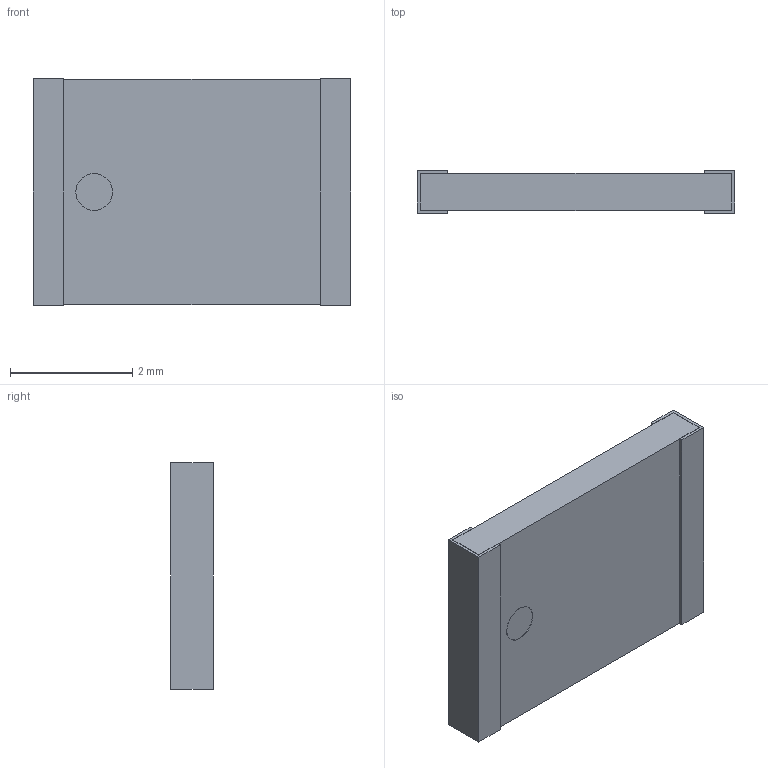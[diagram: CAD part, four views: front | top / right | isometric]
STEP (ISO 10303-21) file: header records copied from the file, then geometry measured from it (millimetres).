
FILE_DESCRIPTION(/* description */ ('Unknown'),/* implementation_level */ '2;1');
FILE_NAME(/* name */ '7488910915',/* time_stamp */ '2020-03-06T11:40:02+01:00',/* author */ ('Unknown'),/* organization */ ('Unknown'),/* preprocessor_version */ 'ST-DEVELOPER v16.7',/* originating_system */ 'DEX',/* authorisation */ $);
FILE_SCHEMA (('AUTOMOTIVE_DESIGN {1 0 10303 214 3 1 1}'));
Length unit declared in the file: millimetre
Products named in the file (1): 7488910915
Bounding box: 5.2 x 0.7 x 3.7 mm (x, y, z)
Volume: 11.9 mm3; surface area: 50.9 mm2
Topology: 1 solids, 1 shells, 41 faces, 101 edges, 64 vertices
Faces by surface type: plane 40, cylinder 1
Full cylindrical faces by diameter (mm): 0.6 x1
Entity records: 1484 total; most frequent: CARTESIAN_POINT 206, ORIENTED_EDGE 200, DIRECTION 186, EDGE_CURVE 100, LINE 98, VECTOR 98, VERTEX_POINT 64, EDGE_LOOP 44
